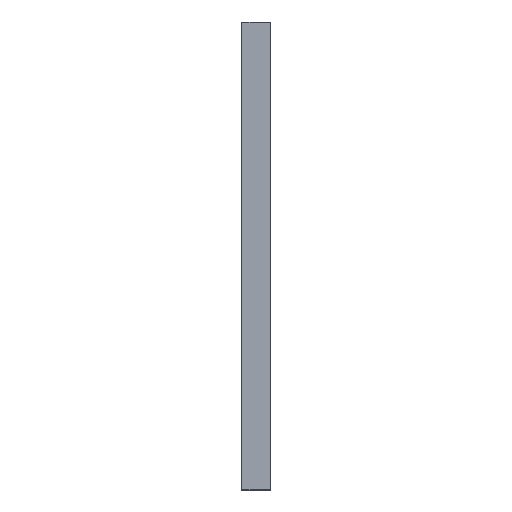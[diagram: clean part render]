
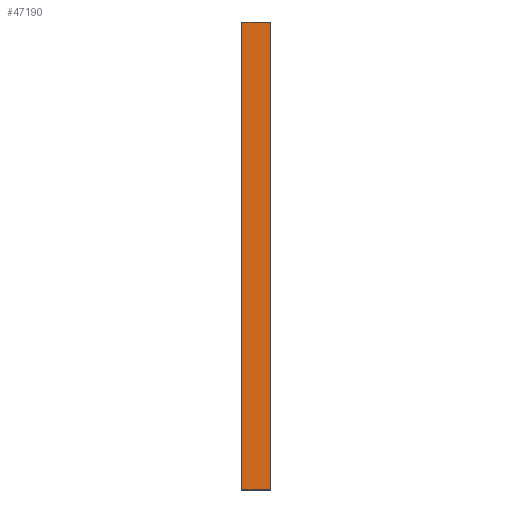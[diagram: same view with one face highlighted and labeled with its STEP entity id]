
A CAD part, front view. The second image highlights one B-rep face of the part: STEP entity #47190.
In plain terms, the highlighted planar face has unit normal (0, -1, 0).
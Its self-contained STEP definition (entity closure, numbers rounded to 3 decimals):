
#36687 = PLANE('',#36688);
#36688 = AXIS2_PLACEMENT_3D('',#36689,#36690,#36691);
#36689 = CARTESIAN_POINT('',(4.,-8.95,0.05));
#36690 = DIRECTION('',(0.,0.707,0.707));
#36691 = DIRECTION('',(1.,0.,0.));
#36995 = PLANE('',#36996);
#36996 = AXIS2_PLACEMENT_3D('',#36997,#36998,#36999);
#36997 = CARTESIAN_POINT('',(4.,-8.95,124.95));
#36998 = DIRECTION('',(0.,-0.707,
    0.707));
#36999 = DIRECTION('',(1.,0.,0.));
#37282 = PLANE('',#37283);
#37283 = AXIS2_PLACEMENT_3D('',#37284,#37285,#37286);
#37284 = CARTESIAN_POINT('',(-3.9,-8.9,0.));
#37285 = DIRECTION('',(-0.707,-0.707,
    0.));
#37286 = DIRECTION('',(0.,0.,1.));
#40883 = VERTEX_POINT('',#40884);
#40884 = CARTESIAN_POINT('',(3.9,-9.,0.1));
#40905 = EDGE_CURVE('',#40883,#40906,#40908,.T.);
#40906 = VERTEX_POINT('',#40907);
#40907 = CARTESIAN_POINT('',(-3.8,-9.,0.1));
#40908 = SURFACE_CURVE('',#40909,(#40913,#40920),.PCURVE_S1.);
#40909 = LINE('',#40910,#40911);
#40910 = CARTESIAN_POINT('',(4.,-9.,0.1));
#40911 = VECTOR('',#40912,1.);
#40912 = DIRECTION('',(-1.,0.,0.));
#40913 = PCURVE('',#36687,#40914);
#40914 = DEFINITIONAL_REPRESENTATION('',(#40915),#40919);
#40915 = LINE('',#40916,#40917);
#40916 = CARTESIAN_POINT('',(0.,-0.071));
#40917 = VECTOR('',#40918,1.);
#40918 = DIRECTION('',(-1.,0.));
#40919 = ( GEOMETRIC_REPRESENTATION_CONTEXT(2) 
PARAMETRIC_REPRESENTATION_CONTEXT() REPRESENTATION_CONTEXT('2D SPACE',''
  ) );
#40920 = PCURVE('',#40921,#40926);
#40921 = PLANE('',#40922);
#40922 = AXIS2_PLACEMENT_3D('',#40923,#40924,#40925);
#40923 = CARTESIAN_POINT('',(4.,-9.,0.));
#40924 = DIRECTION('',(0.,-1.,0.));
#40925 = DIRECTION('',(-1.,0.,0.));
#40926 = DEFINITIONAL_REPRESENTATION('',(#40927),#40931);
#40927 = LINE('',#40928,#40929);
#40928 = CARTESIAN_POINT('',(0.,-0.1));
#40929 = VECTOR('',#40930,1.);
#40930 = DIRECTION('',(1.,0.));
#40931 = ( GEOMETRIC_REPRESENTATION_CONTEXT(2) 
PARAMETRIC_REPRESENTATION_CONTEXT() REPRESENTATION_CONTEXT('2D SPACE',''
  ) );
#41198 = VERTEX_POINT('',#41199);
#41199 = CARTESIAN_POINT('',(3.9,-9.,124.9));
#41220 = EDGE_CURVE('',#41198,#41221,#41223,.T.);
#41221 = VERTEX_POINT('',#41222);
#41222 = CARTESIAN_POINT('',(-3.8,-9.,124.9));
#41223 = SURFACE_CURVE('',#41224,(#41228,#41235),.PCURVE_S1.);
#41224 = LINE('',#41225,#41226);
#41225 = CARTESIAN_POINT('',(4.,-9.,124.9));
#41226 = VECTOR('',#41227,1.);
#41227 = DIRECTION('',(-1.,0.,0.));
#41228 = PCURVE('',#36995,#41229);
#41229 = DEFINITIONAL_REPRESENTATION('',(#41230),#41234);
#41230 = LINE('',#41231,#41232);
#41231 = CARTESIAN_POINT('',(0.,-0.071));
#41232 = VECTOR('',#41233,1.);
#41233 = DIRECTION('',(-1.,0.));
#41234 = ( GEOMETRIC_REPRESENTATION_CONTEXT(2) 
PARAMETRIC_REPRESENTATION_CONTEXT() REPRESENTATION_CONTEXT('2D SPACE',''
  ) );
#41235 = PCURVE('',#40921,#41236);
#41236 = DEFINITIONAL_REPRESENTATION('',(#41237),#41241);
#41237 = LINE('',#41238,#41239);
#41238 = CARTESIAN_POINT('',(0.,-124.9));
#41239 = VECTOR('',#41240,1.);
#41240 = DIRECTION('',(1.,0.));
#41241 = ( GEOMETRIC_REPRESENTATION_CONTEXT(2) 
PARAMETRIC_REPRESENTATION_CONTEXT() REPRESENTATION_CONTEXT('2D SPACE',''
  ) );
#41377 = EDGE_CURVE('',#40906,#41221,#41378,.T.);
#41378 = SURFACE_CURVE('',#41379,(#41383,#41390),.PCURVE_S1.);
#41379 = LINE('',#41380,#41381);
#41380 = CARTESIAN_POINT('',(-3.8,-9.,0.));
#41381 = VECTOR('',#41382,1.);
#41382 = DIRECTION('',(0.,0.,1.));
#41383 = PCURVE('',#37282,#41384);
#41384 = DEFINITIONAL_REPRESENTATION('',(#41385),#41389);
#41385 = LINE('',#41386,#41387);
#41386 = CARTESIAN_POINT('',(0.,-0.141));
#41387 = VECTOR('',#41388,1.);
#41388 = DIRECTION('',(1.,0.));
#41389 = ( GEOMETRIC_REPRESENTATION_CONTEXT(2) 
PARAMETRIC_REPRESENTATION_CONTEXT() REPRESENTATION_CONTEXT('2D SPACE',''
  ) );
#41390 = PCURVE('',#40921,#41391);
#41391 = DEFINITIONAL_REPRESENTATION('',(#41392),#41396);
#41392 = LINE('',#41393,#41394);
#41393 = CARTESIAN_POINT('',(7.8,0.));
#41394 = VECTOR('',#41395,1.);
#41395 = DIRECTION('',(0.,-1.));
#41396 = ( GEOMETRIC_REPRESENTATION_CONTEXT(2) 
PARAMETRIC_REPRESENTATION_CONTEXT() REPRESENTATION_CONTEXT('2D SPACE',''
  ) );
#46997 = PLANE('',#46998);
#46998 = AXIS2_PLACEMENT_3D('',#46999,#47000,#47001);
#46999 = CARTESIAN_POINT('',(3.95,-8.95,0.));
#47000 = DIRECTION('',(0.707,-0.707,0.));
#47001 = DIRECTION('',(0.,0.,1.));
#47190 = ADVANCED_FACE('',(#47191),#40921,.T.);
#47191 = FACE_BOUND('',#47192,.T.);
#47192 = EDGE_LOOP('',(#47193,#47214,#47215,#47216));
#47193 = ORIENTED_EDGE('',*,*,#47194,.T.);
#47194 = EDGE_CURVE('',#40883,#41198,#47195,.T.);
#47195 = SURFACE_CURVE('',#47196,(#47200,#47207),.PCURVE_S1.);
#47196 = LINE('',#47197,#47198);
#47197 = CARTESIAN_POINT('',(3.9,-9.,0.));
#47198 = VECTOR('',#47199,1.);
#47199 = DIRECTION('',(0.,0.,1.));
#47200 = PCURVE('',#40921,#47201);
#47201 = DEFINITIONAL_REPRESENTATION('',(#47202),#47206);
#47202 = LINE('',#47203,#47204);
#47203 = CARTESIAN_POINT('',(0.1,0.));
#47204 = VECTOR('',#47205,1.);
#47205 = DIRECTION('',(0.,-1.));
#47206 = ( GEOMETRIC_REPRESENTATION_CONTEXT(2) 
PARAMETRIC_REPRESENTATION_CONTEXT() REPRESENTATION_CONTEXT('2D SPACE',''
  ) );
#47207 = PCURVE('',#46997,#47208);
#47208 = DEFINITIONAL_REPRESENTATION('',(#47209),#47213);
#47209 = LINE('',#47210,#47211);
#47210 = CARTESIAN_POINT('',(0.,0.071));
#47211 = VECTOR('',#47212,1.);
#47212 = DIRECTION('',(1.,0.));
#47213 = ( GEOMETRIC_REPRESENTATION_CONTEXT(2) 
PARAMETRIC_REPRESENTATION_CONTEXT() REPRESENTATION_CONTEXT('2D SPACE',''
  ) );
#47214 = ORIENTED_EDGE('',*,*,#41220,.T.);
#47215 = ORIENTED_EDGE('',*,*,#41377,.F.);
#47216 = ORIENTED_EDGE('',*,*,#40905,.F.);
